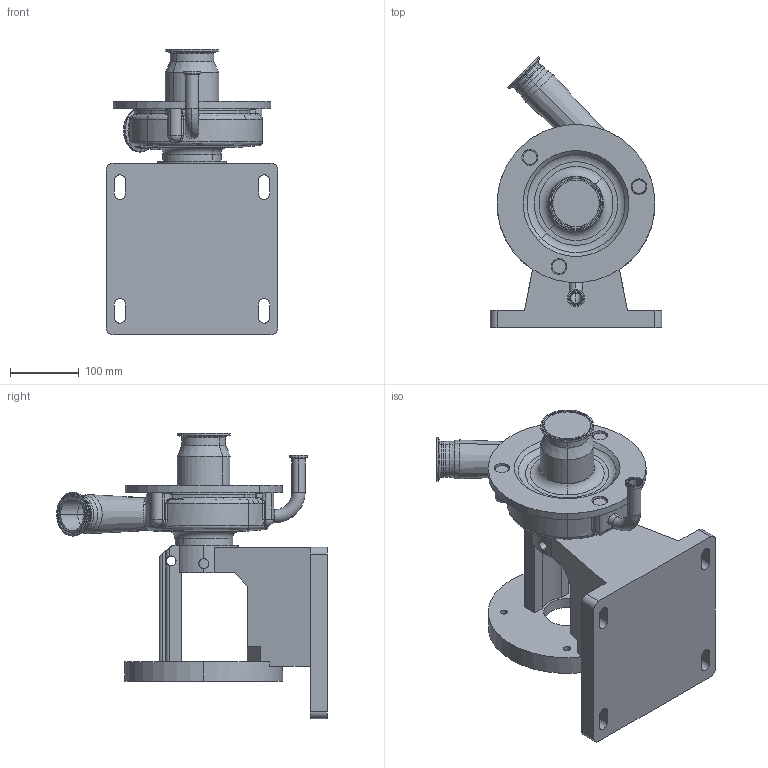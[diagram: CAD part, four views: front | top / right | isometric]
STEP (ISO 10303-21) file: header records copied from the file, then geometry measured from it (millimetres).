
FILE_DESCRIPTION (( 'STEP AP214' ), '1' );
FILE_NAME ('FP 352 180TC 45L 3-4 In ELBOW FRONT.STEP', '2010-02-23T21:15:18', ( ' ' ), ( '' ), 'SwSTEP 2.0', 'SolidWorks 2010', '' );
FILE_SCHEMA (( 'AUTOMOTIVE_DESIGN' ));
Length unit declared in the file: millimetre
Products named in the file (2): FP 352 180TC 45L 3-4 In ELBOW FRONT^1275000115; FP 352 180TC 45L 3-4 In ELBOW FRONT
Assembly tree (1 placements, depth 2):
  FP 352 180TC 45L 3-4 In ELBOW FRONT
    FP 352 180TC 45L 3-4 In ELBOW FRONT^1275000115
Bounding box: 250 x 394.25 x 416 mm (x, y, z)
Volume: 7246180.1 mm3; surface area: 612187.9 mm2
Topology: 1 solids, 2 shells, 404 faces, 1026 edges, 625 vertices
Faces by surface type: cylinder 152, plane 95, torus 59, bspline 55, cone 32, sphere 11
Entity records: 27783 total; most frequent: CARTESIAN_POINT 18178, ORIENTED_EDGE 2032, DIRECTION 2007, EDGE_CURVE 1016, AXIS2_PLACEMENT_3D 825, VERTEX_POINT 623, CIRCLE 472, EDGE_LOOP 447
